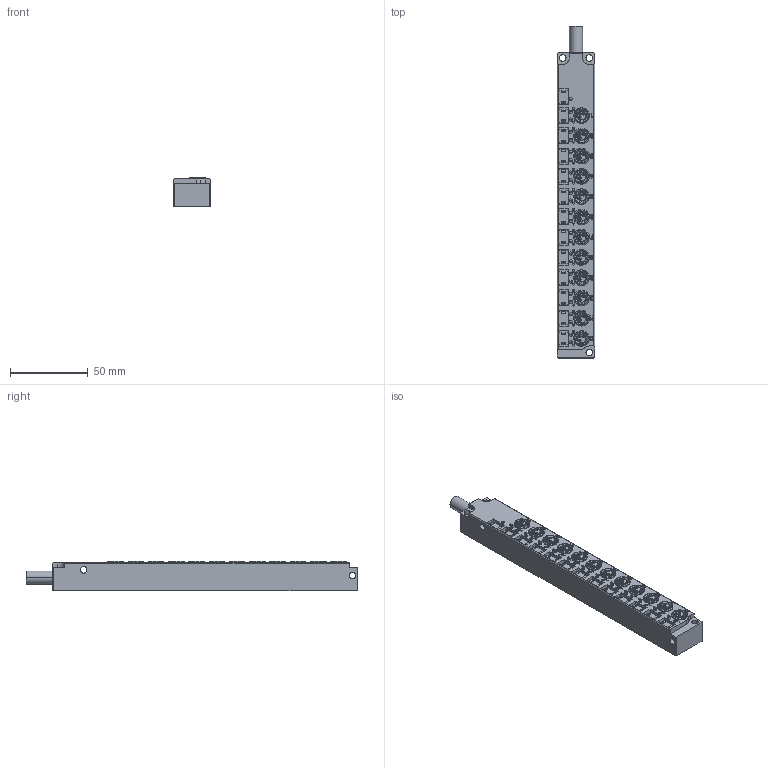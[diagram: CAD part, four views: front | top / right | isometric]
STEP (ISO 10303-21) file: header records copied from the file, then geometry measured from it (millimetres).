
FILE_DESCRIPTION(('CATIA V5 STEP Exchange','CAx-IF Rec.Pracs.--- Model Styling and Organization---1.4--- 2014-01-23'),'2;1');
FILE_NAME ('023037-3_2', '2023-06-05T07:21:43+00:00', ('none'), ('Weidmueller'), 'CATIA Version 5-6 Release 2016 SP3 HF44', 'CATIA V5 STEP AP214', 'none');
FILE_SCHEMA(('AUTOMOTIVE_DESIGN { 1 0 10303 214 1 1 1 1 }'));
Products named in the file (1): 1828630000
Bounding box: 24 x 213 x 19.2 mm (x, y, z)
Volume: 82395.1 mm3; surface area: 25182.5 mm2
Topology: 121 solids, 123 shells, 2679 faces, 6766 edges, 4520 vertices
Faces by surface type: plane 1243, bspline 488, cylinder 462, cone 328, torus 108, sphere 50
Entity records: 88106 total; most frequent: CARTESIAN_POINT 30379, ORIENTED_EDGE 13524, DIRECTION 8291, EDGE_CURVE 6762, VERTEX_POINT 4520, AXIS2_PLACEMENT_3D 3217, VECTOR 3051, LINE 3051
